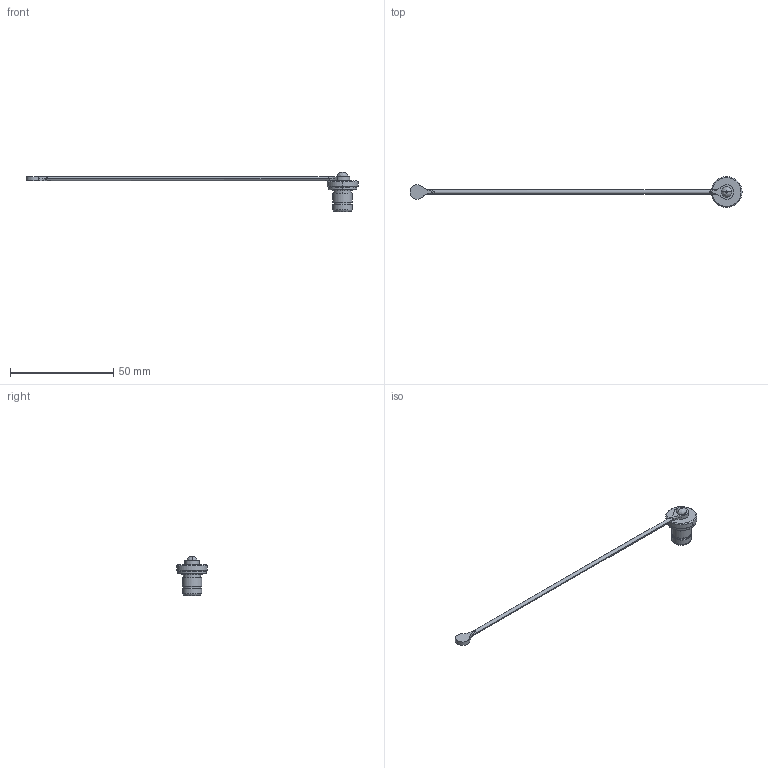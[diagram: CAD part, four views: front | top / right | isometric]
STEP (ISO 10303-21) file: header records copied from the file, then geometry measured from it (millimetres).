
FILE_DESCRIPTION((''),'2;1');
FILE_NAME('13300BM_SW0001','2013-05-22T',('fabiensiebert'),('NET'),'PRO/ENGINEER BY PARAMETRIC TECHNOLOGY CORPORATION, 2010280','PRO/ENGINEER BY PARAMETRIC TECHNOLOGY CORPORATION, 2010280','');
FILE_SCHEMA(('AUTOMOTIVE_DESIGN_CC2 { 1 2 10303 214 -1 1 5 2 }'));
Length unit declared in the file: millimetre
Products named in the file (1): 13300BM_SW0001
Bounding box: 161 x 15 x 19 mm (x, y, z)
Volume: 2089.1 mm3; surface area: 1943.3 mm2
Topology: 1 solids, 1 shells, 58 faces, 132 edges, 80 vertices
Faces by surface type: plane 18, cylinder 16, bspline 10, cone 8, torus 6
Entity records: 2939 total; most frequent: CARTESIAN_POINT 1549, ORIENTED_EDGE 264, DIRECTION 246, EDGE_CURVE 132, AXIS2_PLACEMENT_3D 106, VERTEX_POINT 80, EDGE_LOOP 62, FACE_OUTER_BOUND 58
